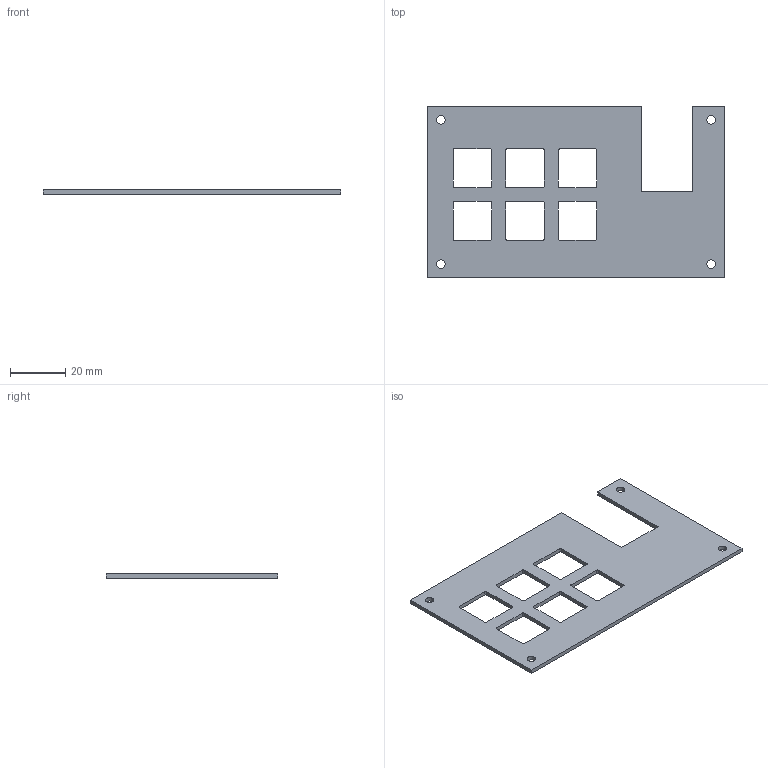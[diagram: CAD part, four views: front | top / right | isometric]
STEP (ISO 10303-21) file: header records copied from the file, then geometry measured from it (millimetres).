
FILE_DESCRIPTION(/* description */ (''),/* implementation_level */ '2;1');
FILE_NAME(/* name */ 'macropad_top.step',/* time_stamp */ '2025-11-23T13:30:11+05:30',/* author */ (''),/* organization */ (''),/* preprocessor_version */ 'ST-DEVELOPER v20.1',/* originating_system */ 'Autodesk Translation Framework v14.21.0.0',/* authorisation */ '');
FILE_SCHEMA (('AUTOMOTIVE_DESIGN { 1 0 10303 214 3 1 1 }'));
Length unit declared in the file: centimetre
Products named in the file (1): macropad_top
Bounding box: 107.92 x 62.2 x 1.5 mm (x, y, z)
Volume: 7401.4 mm3; surface area: 11026.5 mm2
Topology: 1 solids, 1 shells, 62 faces, 180 edges, 120 vertices
Faces by surface type: plane 34, cylinder 28
Full cylindrical faces by diameter (mm): 3.1 x4
Entity records: 2133 total; most frequent: CARTESIAN_POINT 363, DIRECTION 362, ORIENTED_EDGE 360, EDGE_CURVE 180, LINE 124, VECTOR 124, VERTEX_POINT 120, AXIS2_PLACEMENT_3D 119
